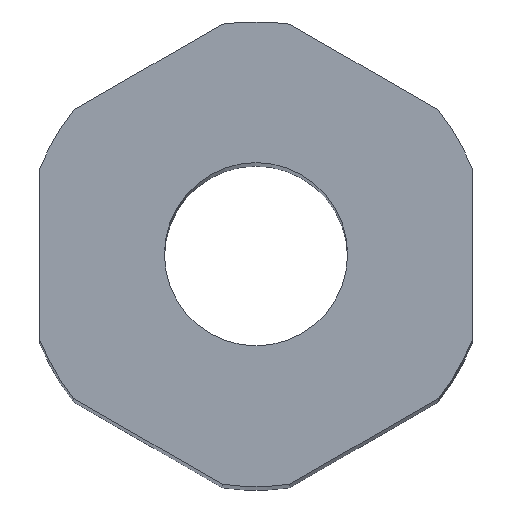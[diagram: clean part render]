
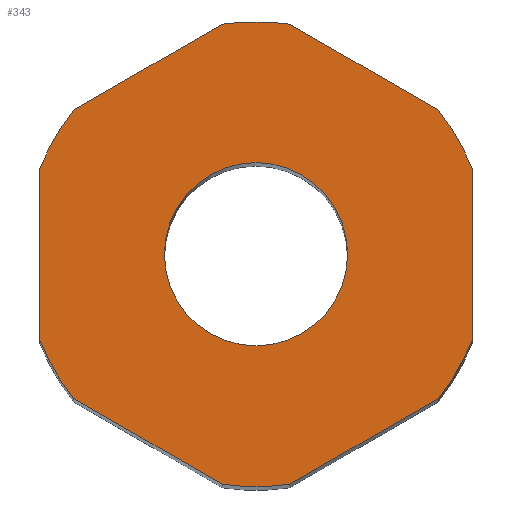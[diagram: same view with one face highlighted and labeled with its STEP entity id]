
A CAD part, top view. The second image highlights one B-rep face of the part: STEP entity #343.
In plain terms, the highlighted planar face has unit normal (0, 0, 1).
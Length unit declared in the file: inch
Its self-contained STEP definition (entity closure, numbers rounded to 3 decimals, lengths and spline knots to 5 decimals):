
#19 = CARTESIAN_POINT ( 'NONE',  ( -0.0795, 0., 0.875 ) ) ;
#20 = AXIS2_PLACEMENT_3D ( 'NONE', #531, #73, #304 ) ;
#22 = CIRCLE ( 'NONE', #449, 0.20177 ) ;
#25 = VERTEX_POINT ( 'NONE', #277 ) ;
#30 = DIRECTION ( 'NONE',  ( -0.866, -0.5, 0. ) ) ;
#37 = EDGE_CURVE ( 'NONE', #138, #262, #166, .T. ) ;
#38 = ORIENTED_EDGE ( 'NONE', *, *, #470, .F. ) ;
#43 = AXIS2_PLACEMENT_3D ( 'NONE', #337, #476, #197 ) ;
#48 = CARTESIAN_POINT ( 'NONE',  ( -0.1875, 0.07454, 0.875 ) ) ;
#63 = EDGE_CURVE ( 'NONE', #268, #25, #216, .T. ) ;
#64 = PLANE ( 'NONE',  #293 ) ;
#67 = EDGE_CURVE ( 'NONE', #262, #129, #84, .T. ) ;
#71 = LINE ( 'NONE', #442, #248 ) ;
#73 = DIRECTION ( 'NONE',  ( 0., 0., 1. ) ) ;
#79 = CARTESIAN_POINT ( 'NONE',  ( 0., 0., 0.875 ) ) ;
#80 = VERTEX_POINT ( 'NONE', #335 ) ;
#81 = DIRECTION ( 'NONE',  ( 0., 0., 1. ) ) ;
#82 = EDGE_LOOP ( 'NONE', ( #38, #478 ) ) ;
#84 = LINE ( 'NONE', #124, #275 ) ;
#89 = CARTESIAN_POINT ( 'NONE',  ( 0., 0., 0.875 ) ) ;
#93 = DIRECTION ( 'NONE',  ( 0., 0., 1. ) ) ;
#98 = AXIS2_PLACEMENT_3D ( 'NONE', #513, #93, #406 ) ;
#107 = DIRECTION ( 'NONE',  ( 1., 0., 0. ) ) ;
#108 = CARTESIAN_POINT ( 'NONE',  ( 0., 0., 0.875 ) ) ;
#124 = CARTESIAN_POINT ( 'NONE',  ( 0.1875, 0., 0.875 ) ) ;
#129 = VERTEX_POINT ( 'NONE', #526 ) ;
#138 = VERTEX_POINT ( 'NONE', #431 ) ;
#139 = AXIS2_PLACEMENT_3D ( 'NONE', #108, #490, #538 ) ;
#142 = DIRECTION ( 'NONE',  ( 0., -1., 0. ) ) ;
#152 = CARTESIAN_POINT ( 'NONE',  ( 0., 0., 0.875 ) ) ;
#156 = DIRECTION ( 'NONE',  ( 0., 0., 1. ) ) ;
#159 = EDGE_CURVE ( 'NONE', #296, #583, #390, .T. ) ;
#161 = ORIENTED_EDGE ( 'NONE', *, *, #159, .T. ) ;
#162 = DIRECTION ( 'NONE',  ( 0.866, 0.5, 0. ) ) ;
#166 = CIRCLE ( 'NONE', #286, 0.20177 ) ;
#169 = VERTEX_POINT ( 'NONE', #189 ) ;
#172 = LINE ( 'NONE', #359, #382 ) ;
#184 = LINE ( 'NONE', #480, #546 ) ;
#187 = DIRECTION ( 'NONE',  ( 0., 0., 1. ) ) ;
#188 = EDGE_CURVE ( 'NONE', #583, #80, #441, .T. ) ;
#189 = CARTESIAN_POINT ( 'NONE',  ( -0.1583, 0.12511, 0.875 ) ) ;
#197 = DIRECTION ( 'NONE',  ( 1., 0., 0. ) ) ;
#203 = ORIENTED_EDGE ( 'NONE', *, *, #528, .T. ) ;
#207 = CARTESIAN_POINT ( 'NONE',  ( 0.1583, 0.12511, 0.875 ) ) ;
#216 = CIRCLE ( 'NONE', #98, 0.20177 ) ;
#217 = ORIENTED_EDGE ( 'NONE', *, *, #63, .T. ) ;
#235 = EDGE_CURVE ( 'NONE', #401, #447, #172, .T. ) ;
#248 = VECTOR ( 'NONE', #30, 39.37008 ) ;
#254 = EDGE_CURVE ( 'NONE', #169, #296, #438, .T. ) ;
#256 = ORIENTED_EDGE ( 'NONE', *, *, #235, .T. ) ;
#258 = CARTESIAN_POINT ( 'NONE',  ( 0.09375, -0.16238, 0.875 ) ) ;
#259 = VECTOR ( 'NONE', #162, 39.37008 ) ;
#262 = VERTEX_POINT ( 'NONE', #585 ) ;
#268 = VERTEX_POINT ( 'NONE', #437 ) ;
#269 = DIRECTION ( 'NONE',  ( 0., 0., 1. ) ) ;
#274 = ORIENTED_EDGE ( 'NONE', *, *, #542, .T. ) ;
#275 = VECTOR ( 'NONE', #316, 39.37008 ) ;
#277 = CARTESIAN_POINT ( 'NONE',  ( 0.0292, -0.19965, 0.875 ) ) ;
#284 = CIRCLE ( 'NONE', #20, 0.0795 ) ;
#286 = AXIS2_PLACEMENT_3D ( 'NONE', #416, #187, #372 ) ;
#293 = AXIS2_PLACEMENT_3D ( 'NONE', #152, #156, #507 ) ;
#296 = VERTEX_POINT ( 'NONE', #48 ) ;
#300 = ORIENTED_EDGE ( 'NONE', *, *, #482, .T. ) ;
#304 = DIRECTION ( 'NONE',  ( 1., 0., 0. ) ) ;
#316 = DIRECTION ( 'NONE',  ( 0., 1., 0. ) ) ;
#334 = EDGE_CURVE ( 'NONE', #80, #268, #184, .T. ) ;
#335 = CARTESIAN_POINT ( 'NONE',  ( -0.1583, -0.12511, 0.875 ) ) ;
#337 = CARTESIAN_POINT ( 'NONE',  ( 0., 0., 0.875 ) ) ;
#339 = ORIENTED_EDGE ( 'NONE', *, *, #67, .T. ) ;
#343 = ADVANCED_FACE ( 'NONE', ( #436, #566 ), #64, .T. ) ;
#346 = CARTESIAN_POINT ( 'NONE',  ( 0.0292, 0.19965, 0.875 ) ) ;
#348 = LINE ( 'NONE', #258, #259 ) ;
#358 = ORIENTED_EDGE ( 'NONE', *, *, #415, .T. ) ;
#359 = CARTESIAN_POINT ( 'NONE',  ( 0.09375, 0.16238, 0.875 ) ) ;
#361 = CIRCLE ( 'NONE', #139, 0.20177 ) ;
#365 = CIRCLE ( 'NONE', #456, 0.0795 ) ;
#372 = DIRECTION ( 'NONE',  ( 1., 0., 0. ) ) ;
#380 = EDGE_CURVE ( 'NONE', #398, #539, #365, .T. ) ;
#382 = VECTOR ( 'NONE', #540, 39.37008 ) ;
#388 = DIRECTION ( 'NONE',  ( 0., 0., 1. ) ) ;
#389 = VERTEX_POINT ( 'NONE', #463 ) ;
#390 = LINE ( 'NONE', #558, #504 ) ;
#398 = VERTEX_POINT ( 'NONE', #19 ) ;
#401 = VERTEX_POINT ( 'NONE', #207 ) ;
#403 = EDGE_LOOP ( 'NONE', ( #339, #274, #256, #300, #203, #433, #161, #555, #491, #217, #358, #423 ) ) ;
#406 = DIRECTION ( 'NONE',  ( 1., 0., 0. ) ) ;
#407 = DIRECTION ( 'NONE',  ( 1., 0., 0. ) ) ;
#415 = EDGE_CURVE ( 'NONE', #25, #138, #348, .T. ) ;
#416 = CARTESIAN_POINT ( 'NONE',  ( 0., 0., 0.875 ) ) ;
#423 = ORIENTED_EDGE ( 'NONE', *, *, #37, .T. ) ;
#427 = AXIS2_PLACEMENT_3D ( 'NONE', #497, #81, #407 ) ;
#431 = CARTESIAN_POINT ( 'NONE',  ( 0.1583, -0.12511, 0.875 ) ) ;
#433 = ORIENTED_EDGE ( 'NONE', *, *, #254, .T. ) ;
#436 = FACE_BOUND ( 'NONE', #82, .T. ) ;
#437 = CARTESIAN_POINT ( 'NONE',  ( -0.0292, -0.19965, 0.875 ) ) ;
#438 = CIRCLE ( 'NONE', #427, 0.20177 ) ;
#441 = CIRCLE ( 'NONE', #43, 0.20177 ) ;
#442 = CARTESIAN_POINT ( 'NONE',  ( -0.09375, 0.16238, 0.875 ) ) ;
#447 = VERTEX_POINT ( 'NONE', #346 ) ;
#449 = AXIS2_PLACEMENT_3D ( 'NONE', #79, #269, #452 ) ;
#452 = DIRECTION ( 'NONE',  ( 1., 0., 0. ) ) ;
#456 = AXIS2_PLACEMENT_3D ( 'NONE', #89, #388, #107 ) ;
#463 = CARTESIAN_POINT ( 'NONE',  ( -0.0292, 0.19965, 0.875 ) ) ;
#470 = EDGE_CURVE ( 'NONE', #539, #398, #284, .T. ) ;
#476 = DIRECTION ( 'NONE',  ( 0., 0., 1. ) ) ;
#478 = ORIENTED_EDGE ( 'NONE', *, *, #380, .F. ) ;
#480 = CARTESIAN_POINT ( 'NONE',  ( -0.09375, -0.16238, 0.875 ) ) ;
#482 = EDGE_CURVE ( 'NONE', #447, #389, #361, .T. ) ;
#490 = DIRECTION ( 'NONE',  ( 0., 0., 1. ) ) ;
#491 = ORIENTED_EDGE ( 'NONE', *, *, #334, .T. ) ;
#495 = CARTESIAN_POINT ( 'NONE',  ( 0.0795, 0., 0.875 ) ) ;
#497 = CARTESIAN_POINT ( 'NONE',  ( 0., 0., 0.875 ) ) ;
#504 = VECTOR ( 'NONE', #142, 39.37008 ) ;
#507 = DIRECTION ( 'NONE',  ( 1., 0., 0. ) ) ;
#513 = CARTESIAN_POINT ( 'NONE',  ( 0., 0., 0.875 ) ) ;
#526 = CARTESIAN_POINT ( 'NONE',  ( 0.1875, 0.07454, 0.875 ) ) ;
#528 = EDGE_CURVE ( 'NONE', #389, #169, #71, .T. ) ;
#531 = CARTESIAN_POINT ( 'NONE',  ( 0., 0., 0.875 ) ) ;
#538 = DIRECTION ( 'NONE',  ( 1., 0., 0. ) ) ;
#539 = VERTEX_POINT ( 'NONE', #495 ) ;
#540 = DIRECTION ( 'NONE',  ( -0.866, 0.5, 0. ) ) ;
#542 = EDGE_CURVE ( 'NONE', #129, #401, #22, .T. ) ;
#546 = VECTOR ( 'NONE', #551, 39.37008 ) ;
#551 = DIRECTION ( 'NONE',  ( 0.866, -0.5, 0. ) ) ;
#555 = ORIENTED_EDGE ( 'NONE', *, *, #188, .T. ) ;
#558 = CARTESIAN_POINT ( 'NONE',  ( -0.1875, 0., 0.875 ) ) ;
#566 = FACE_OUTER_BOUND ( 'NONE', #403, .T. ) ;
#583 = VERTEX_POINT ( 'NONE', #589 ) ;
#585 = CARTESIAN_POINT ( 'NONE',  ( 0.1875, -0.07454, 0.875 ) ) ;
#589 = CARTESIAN_POINT ( 'NONE',  ( -0.1875, -0.07454, 0.875 ) ) ;
